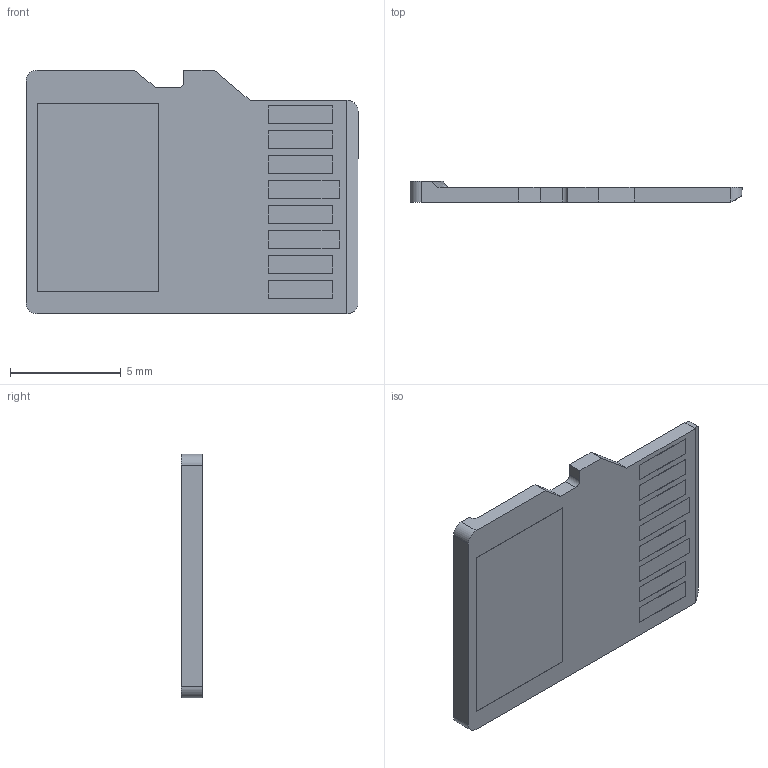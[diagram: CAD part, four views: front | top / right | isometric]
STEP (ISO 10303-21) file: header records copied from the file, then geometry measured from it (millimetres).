
FILE_DESCRIPTION (( 'STEP AP214' ), '1' );
FILE_NAME ('DC3BA494-ECE6-43E9-AB53-359E83970E0A.STEP', '2025-09-17T04:48:51', ( '' ), ( '' ), 'SwSTEP 2.0', 'SolidWorks 2022', '' );
FILE_SCHEMA (( 'AUTOMOTIVE_DESIGN' ));
Length unit declared in the file: millimetre
Products named in the file (1): DC3BA494-ECE6-43E9-AB53-359E83970E0A
Bounding box: 15 x 0.97 x 11 mm (x, y, z)
Volume: 108.2 mm3; surface area: 350.9 mm2
Topology: 1 solids, 1 shells, 373 faces, 1018 edges, 678 vertices
Faces by surface type: plane 191, bspline 120, cylinder 61, torus 1
Entity records: 19807 total; most frequent: CARTESIAN_POINT 7274, ORIENTED_EDGE 2036, DIRECTION 1404, EDGE_CURVE 1018, VERTEX_POINT 678, VECTOR 652, LINE 652, EDGE_LOOP 404
